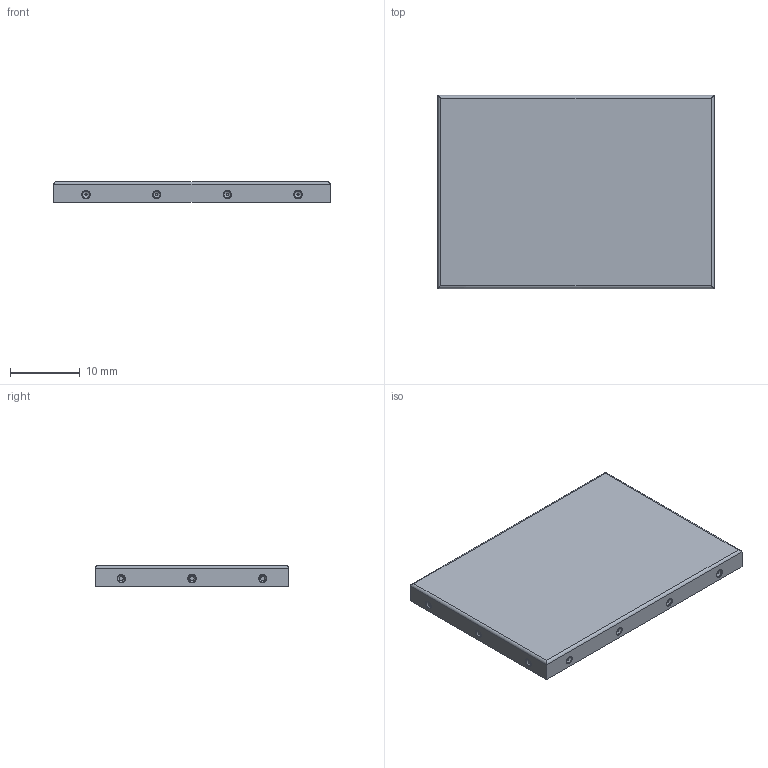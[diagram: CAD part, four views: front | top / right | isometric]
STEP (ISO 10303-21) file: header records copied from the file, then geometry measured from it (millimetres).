
FILE_DESCRIPTION(('FreeCAD Model'),'2;1');
FILE_NAME('Rf_shield_cover_SMS-458C.step','2021-03-10T23:09:45',('Author'),(''), 'Open CASCADE STEP processor 7.3','FreeCAD','Unknown');
FILE_SCHEMA(('AUTOMOTIVE_DESIGN { 1 0 10303 214 1 1 1 1 }'));
Length unit declared in the file: millimetre
Products named in the file (1): Body
Bounding box: 39.73 x 27.79 x 3 mm (x, y, z)
Volume: 432.9 mm3; surface area: 2952.2 mm2
Topology: 1 solids, 1 shells, 69 faces, 126 edges, 74 vertices
Faces by surface type: plane 25, torus 14, cylinder 12, cone 12, bspline 6
Full cylindrical faces by diameter (mm): 1 x8
Entity records: 3816 total; most frequent: CARTESIAN_POINT 1126, DIRECTION 517, LINE 258, VECTOR 258, ORIENTED_EDGE 252, PCURVE 252, DEFINITIONAL_REPRESENTATION 252, EDGE_CURVE 126
